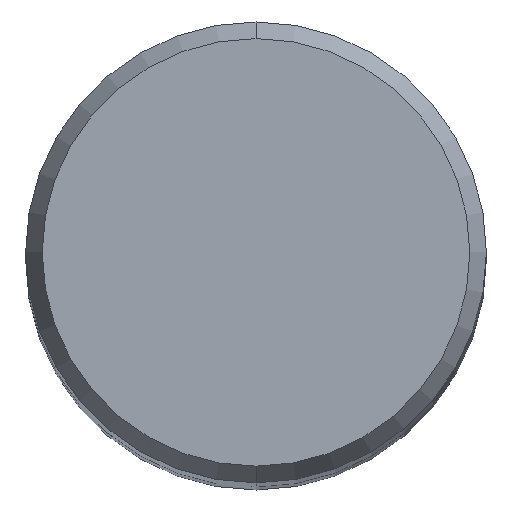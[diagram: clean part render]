
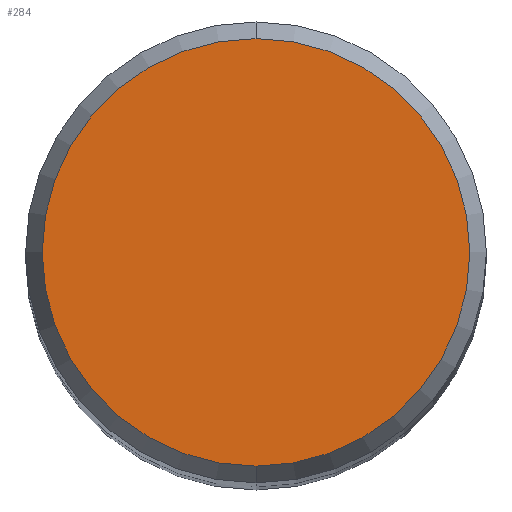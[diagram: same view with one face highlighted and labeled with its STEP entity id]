
A CAD part, top view. The second image highlights one B-rep face of the part: STEP entity #284.
In plain terms, the highlighted planar face has unit normal (0, 0, 1).
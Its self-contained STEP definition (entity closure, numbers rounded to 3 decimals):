
#284=ADVANCED_FACE('',(#630),#631,.T.);
#298=EDGE_CURVE('',#428,#354,#646,.T.);
#354=VERTEX_POINT('',#707);
#428=VERTEX_POINT('',#788);
#434=EDGE_CURVE('',#354,#428,#794,.T.);
#630=FACE_OUTER_BOUND('',#1119,.T.);
#631=PLANE('',#1120);
#646=CIRCLE('',#1137,5.892);
#707=CARTESIAN_POINT('',(0.0,5.892,0.0));
#788=CARTESIAN_POINT('',(0.,-5.892,0.0));
#794=CIRCLE('',#1468,5.892);
#1119=EDGE_LOOP('',(#1742,#1743));
#1120=AXIS2_PLACEMENT_3D('',#1744,#1745,#1746);
#1137=AXIS2_PLACEMENT_3D('',#1758,#1759,#1760);
#1468=AXIS2_PLACEMENT_3D('',#1927,#1928,#1929);
#1742=ORIENTED_EDGE('',*,*,#434,.F.);
#1743=ORIENTED_EDGE('',*,*,#298,.F.);
#1744=CARTESIAN_POINT('',(0.0,2.946,0.0));
#1745=DIRECTION('',(-0.0,0.0,1.0));
#1746=DIRECTION('',(0.0,-1.0,0.0));
#1758=CARTESIAN_POINT('',(0.0,0.0,0.0));
#1759=DIRECTION('',(0.0,0.0,-1.0));
#1760=DIRECTION('',(0.0,1.0,0.0));
#1927=CARTESIAN_POINT('',(0.0,0.0,0.0));
#1928=DIRECTION('',(0.0,0.0,-1.0));
#1929=DIRECTION('',(0.0,1.0,0.0));
